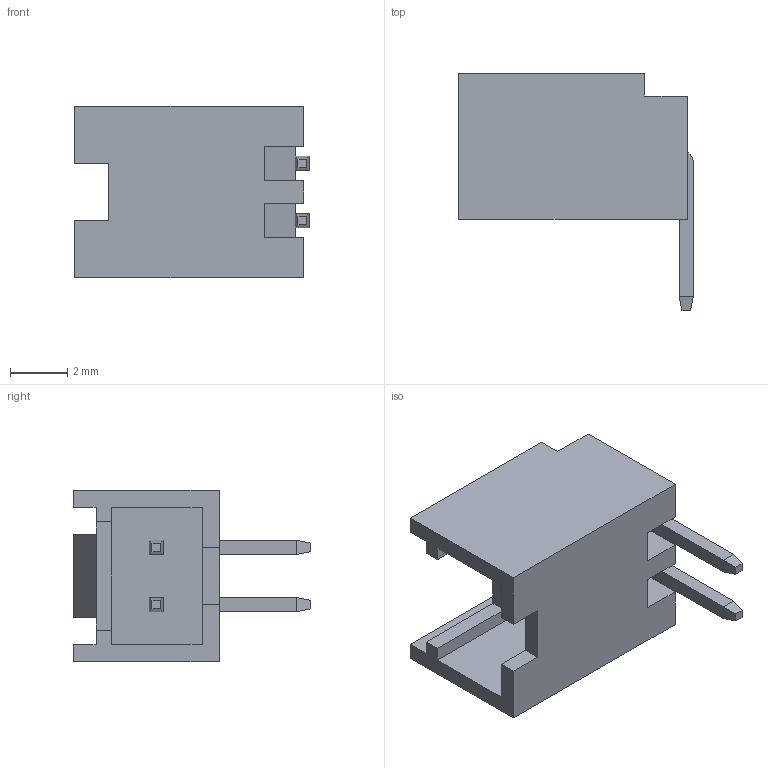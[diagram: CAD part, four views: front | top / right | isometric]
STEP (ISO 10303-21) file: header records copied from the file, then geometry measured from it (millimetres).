
FILE_DESCRIPTION((''),'2;1');
FILE_NAME('PH20X2P-1125','2021-11-25T',('Administrator'),(''),'PRO/ENGINEER BY PARAMETRIC TECHNOLOGY CORPORATION, 2008380','PRO/ENGINEER BY PARAMETRIC TECHNOLOGY CORPORATION, 2008380','');
FILE_SCHEMA(('CONFIG_CONTROL_DESIGN'));
Length unit declared in the file: millimetre
Products named in the file (1): PH20X2P-1125
Bounding box: 8.2 x 8.3 x 6 mm (x, y, z)
Volume: 109.3 mm3; surface area: 356.7 mm2
Topology: 1 solids, 1 shells, 79 faces, 203 edges, 128 vertices
Faces by surface type: plane 77, cylinder 2
Entity records: 2363 total; most frequent: CARTESIAN_POINT 410, ORIENTED_EDGE 406, DIRECTION 365, EDGE_CURVE 203, VECTOR 199, LINE 199, VERTEX_POINT 128, AXIS2_PLACEMENT_3D 83
